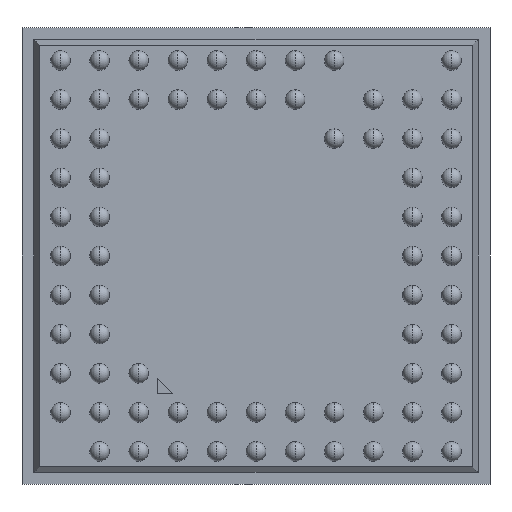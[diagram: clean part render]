
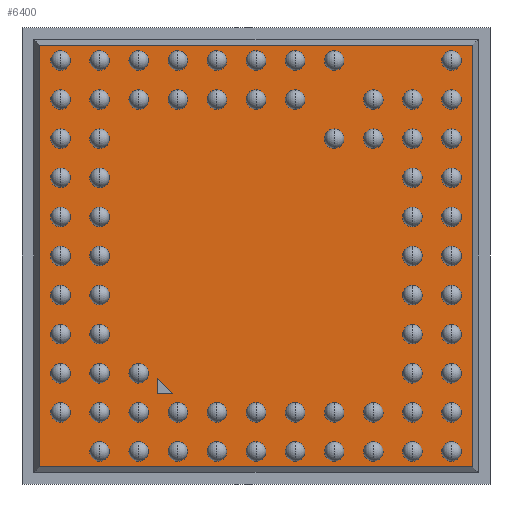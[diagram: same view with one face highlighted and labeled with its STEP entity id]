
A CAD part, front view. The second image highlights one B-rep face of the part: STEP entity #6400.
In plain terms, the highlighted planar face has unit normal (0, -1, 0).
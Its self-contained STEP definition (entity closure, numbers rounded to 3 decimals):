
#5 = DIRECTION ( 'NONE',  ( -0.707, 0., 0.707 ) ) ;
#32 = VERTEX_POINT ( 'NONE', #4832 ) ;
#33 = ORIENTED_EDGE ( 'NONE', *, *, #3959, .T. ) ;
#174 = EDGE_CURVE ( 'NONE', #4518, #32, #6009, .T. ) ;
#202 = CARTESIAN_POINT ( 'NONE',  ( -1.26, 0.145, -1.563 ) ) ;
#295 = CARTESIAN_POINT ( 'NONE',  ( 0., 0.145, 0. ) ) ;
#405 = EDGE_CURVE ( 'NONE', #2092, #2801, #4702, .T. ) ;
#429 = CARTESIAN_POINT ( 'NONE',  ( -2.77, 0.145, -2.768 ) ) ;
#460 = CARTESIAN_POINT ( 'NONE',  ( -1.26, 0.145, -1.563 ) ) ;
#593 = CARTESIAN_POINT ( 'NONE',  ( -1.063, 0.145, -1.76 ) ) ;
#777 = EDGE_CURVE ( 'NONE', #4145, #2092, #5091, .T. ) ;
#804 = DIRECTION ( 'NONE',  ( 0., 0., -1. ) ) ;
#820 = VECTOR ( 'NONE', #6802, 1000. ) ;
#826 = DIRECTION ( 'NONE',  ( 0., -1., 0. ) ) ;
#862 = DIRECTION ( 'NONE',  ( 1., 0., 0. ) ) ;
#964 = EDGE_CURVE ( 'NONE', #6799, #4518, #3750, .T. ) ;
#1640 = VECTOR ( 'NONE', #3356, 1000. ) ;
#1709 = DIRECTION ( 'NONE',  ( 1., 0., 0. ) ) ;
#1835 = LINE ( 'NONE', #2193, #1997 ) ;
#1997 = VECTOR ( 'NONE', #1709, 1000. ) ;
#2034 = VECTOR ( 'NONE', #4551, 1000. ) ;
#2092 = VERTEX_POINT ( 'NONE', #2781 ) ;
#2107 = ORIENTED_EDGE ( 'NONE', *, *, #964, .F. ) ;
#2193 = CARTESIAN_POINT ( 'NONE',  ( -1.26, 0.145, -1.76 ) ) ;
#2297 = DIRECTION ( 'NONE',  ( 0., 0., -1. ) ) ;
#2781 = CARTESIAN_POINT ( 'NONE',  ( -2.77, 0.145, 2.695 ) ) ;
#2801 = VERTEX_POINT ( 'NONE', #6149 ) ;
#3076 = EDGE_LOOP ( 'NONE', ( #6610, #5587, #2107 ) ) ;
#3356 = DIRECTION ( 'NONE',  ( -1., 0., 0. ) ) ;
#3700 = EDGE_CURVE ( 'NONE', #6271, #4145, #6224, .T. ) ;
#3750 = LINE ( 'NONE', #593, #5906 ) ;
#3959 = EDGE_CURVE ( 'NONE', #2801, #6271, #5467, .T. ) ;
#4016 = CARTESIAN_POINT ( 'NONE',  ( 2.77, 0.145, -2.768 ) ) ;
#4145 = VERTEX_POINT ( 'NONE', #4378 ) ;
#4186 = VECTOR ( 'NONE', #804, 1000. ) ;
#4378 = CARTESIAN_POINT ( 'NONE',  ( 2.77, 0.145, 2.695 ) ) ;
#4498 = ORIENTED_EDGE ( 'NONE', *, *, #3700, .T. ) ;
#4518 = VERTEX_POINT ( 'NONE', #460 ) ;
#4551 = DIRECTION ( 'NONE',  ( 0., 0., 1. ) ) ;
#4702 = LINE ( 'NONE', #429, #820 ) ;
#4814 = EDGE_LOOP ( 'NONE', ( #33, #4498, #6122, #5214 ) ) ;
#4832 = CARTESIAN_POINT ( 'NONE',  ( -1.26, 0.145, -1.76 ) ) ;
#4932 = FACE_OUTER_BOUND ( 'NONE', #4814, .T. ) ;
#5019 = FACE_BOUND ( 'NONE', #3076, .T. ) ;
#5091 = LINE ( 'NONE', #6069, #1640 ) ;
#5214 = ORIENTED_EDGE ( 'NONE', *, *, #405, .T. ) ;
#5395 = CARTESIAN_POINT ( 'NONE',  ( 2.77, 0.145, -2.695 ) ) ;
#5467 = LINE ( 'NONE', #6595, #6218 ) ;
#5521 = CARTESIAN_POINT ( 'NONE',  ( -1.063, 0.145, -1.76 ) ) ;
#5523 = AXIS2_PLACEMENT_3D ( 'NONE', #295, #826, #2297 ) ;
#5587 = ORIENTED_EDGE ( 'NONE', *, *, #174, .F. ) ;
#5724 = EDGE_CURVE ( 'NONE', #32, #6799, #1835, .T. ) ;
#5906 = VECTOR ( 'NONE', #5, 1000. ) ;
#6009 = LINE ( 'NONE', #202, #4186 ) ;
#6069 = CARTESIAN_POINT ( 'NONE',  ( -2.843, 0.145, 2.695 ) ) ;
#6122 = ORIENTED_EDGE ( 'NONE', *, *, #777, .T. ) ;
#6149 = CARTESIAN_POINT ( 'NONE',  ( -2.77, 0.145, -2.695 ) ) ;
#6218 = VECTOR ( 'NONE', #862, 1000. ) ;
#6224 = LINE ( 'NONE', #4016, #2034 ) ;
#6271 = VERTEX_POINT ( 'NONE', #5395 ) ;
#6400 = ADVANCED_FACE ( 'NONE', ( #5019, #4932 ), #6586, .T. ) ;
#6586 = PLANE ( 'NONE',  #5523 ) ;
#6595 = CARTESIAN_POINT ( 'NONE',  ( -2.843, 0.145, -2.695 ) ) ;
#6610 = ORIENTED_EDGE ( 'NONE', *, *, #5724, .F. ) ;
#6799 = VERTEX_POINT ( 'NONE', #5521 ) ;
#6802 = DIRECTION ( 'NONE',  ( 0., 0., -1. ) ) ;
